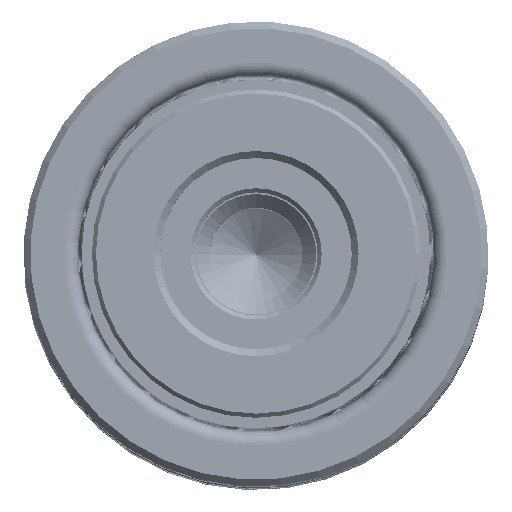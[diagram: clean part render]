
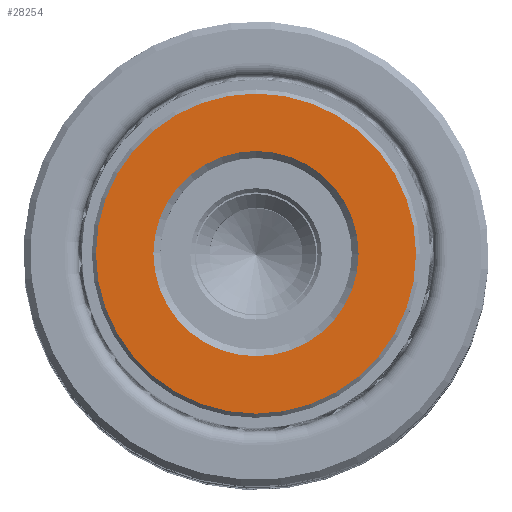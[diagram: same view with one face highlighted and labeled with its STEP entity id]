
A CAD part, top view. The second image highlights one B-rep face of the part: STEP entity #28254.
In plain terms, the highlighted face is planar.
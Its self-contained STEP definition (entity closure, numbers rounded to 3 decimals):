
#198 = DIRECTION ( 'NONE',  ( 1., 0., 0. ) ) ;
#1458 = FACE_BOUND ( 'NONE', #18018, .T. ) ;
#3032 = DIRECTION ( 'NONE',  ( 1., 0., 0. ) ) ;
#3171 = ORIENTED_EDGE ( 'NONE', *, *, #14651, .T. ) ;
#4338 = CARTESIAN_POINT ( 'NONE',  ( 11.7, 0., 0. ) ) ;
#4817 = EDGE_CURVE ( 'NONE', #39451, #22097, #15208, .T. ) ;
#9272 = CARTESIAN_POINT ( 'NONE',  ( 0., 0., 0. ) ) ;
#9478 = DIRECTION ( 'NONE',  ( 0., 0., -1. ) ) ;
#10013 = FACE_OUTER_BOUND ( 'NONE', #25645, .T. ) ;
#10674 = ORIENTED_EDGE ( 'NONE', *, *, #21498, .T. ) ;
#13064 = VERTEX_POINT ( 'NONE', #14120 ) ;
#13461 = CARTESIAN_POINT ( 'NONE',  ( 0., 0., 0. ) ) ;
#13594 = AXIS2_PLACEMENT_3D ( 'NONE', #29057, #9478, #32364 ) ;
#14120 = CARTESIAN_POINT ( 'NONE',  ( 7.5, 0., 0. ) ) ;
#14510 = DIRECTION ( 'NONE',  ( 0., 0., 1. ) ) ;
#14651 = EDGE_CURVE ( 'NONE', #13064, #28439, #37800, .T. ) ;
#15208 = CIRCLE ( 'NONE', #31248, 11.7 ) ;
#16059 = AXIS2_PLACEMENT_3D ( 'NONE', #34153, #14510, #37405 ) ;
#17274 = CARTESIAN_POINT ( 'NONE',  ( -7.5, 0., 0. ) ) ;
#18018 = EDGE_LOOP ( 'NONE', ( #10674, #3171 ) ) ;
#18114 = CARTESIAN_POINT ( 'NONE',  ( 0., 0., 0. ) ) ;
#21410 = DIRECTION ( 'NONE',  ( 1., 0., 0. ) ) ;
#21498 = EDGE_CURVE ( 'NONE', #28439, #13064, #36558, .T. ) ;
#22097 = VERTEX_POINT ( 'NONE', #29646 ) ;
#22564 = DIRECTION ( 'NONE',  ( 0., 0., 1. ) ) ;
#25645 = EDGE_LOOP ( 'NONE', ( #31653, #37303 ) ) ;
#27223 = DIRECTION ( 'NONE',  ( 0., 0., -1. ) ) ;
#28238 = AXIS2_PLACEMENT_3D ( 'NONE', #9272, #22564, #3032 ) ;
#28254 = ADVANCED_FACE ( 'NONE', ( #10013, #1458 ), #35588, .F. ) ;
#28439 = VERTEX_POINT ( 'NONE', #17274 ) ;
#29057 = CARTESIAN_POINT ( 'NONE',  ( 0., 0., 0. ) ) ;
#29646 = CARTESIAN_POINT ( 'NONE',  ( -11.7, 0., 0. ) ) ;
#31248 = AXIS2_PLACEMENT_3D ( 'NONE', #13461, #27223, #198 ) ;
#31653 = ORIENTED_EDGE ( 'NONE', *, *, #4817, .T. ) ;
#32364 = DIRECTION ( 'NONE',  ( 1., 0., 0. ) ) ;
#34153 = CARTESIAN_POINT ( 'NONE',  ( 0., 0., 0. ) ) ;
#35588 = PLANE ( 'NONE',  #28238 ) ;
#36558 = CIRCLE ( 'NONE', #16059, 7.5 ) ;
#37303 = ORIENTED_EDGE ( 'NONE', *, *, #38867, .T. ) ;
#37405 = DIRECTION ( 'NONE',  ( 1., 0., 0. ) ) ;
#37800 = CIRCLE ( 'NONE', #41260, 7.5 ) ;
#38867 = EDGE_CURVE ( 'NONE', #22097, #39451, #40475, .T. ) ;
#39451 = VERTEX_POINT ( 'NONE', #4338 ) ;
#40475 = CIRCLE ( 'NONE', #13594, 11.7 ) ;
#40986 = DIRECTION ( 'NONE',  ( 0., 0., 1. ) ) ;
#41260 = AXIS2_PLACEMENT_3D ( 'NONE', #18114, #40986, #21410 ) ;
